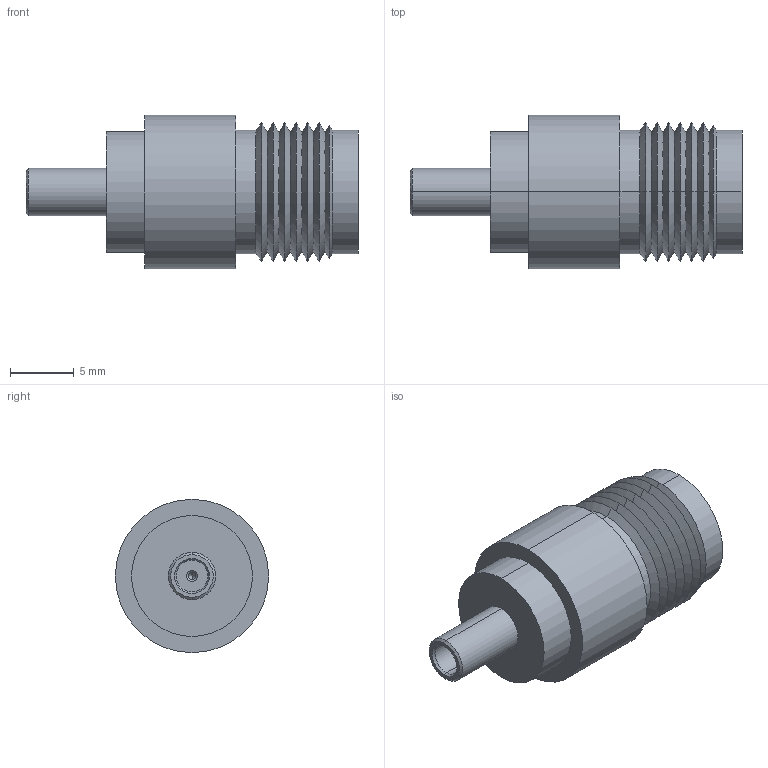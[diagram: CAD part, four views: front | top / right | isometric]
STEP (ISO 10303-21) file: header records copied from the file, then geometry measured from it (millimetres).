
FILE_DESCRIPTION (( 'STEP AP214' ), '1' );
FILE_NAME ('ARTJ-1100.STEP', '2010-03-12T22:09:23', ( ' ' ), ( ' ' ), 'SwSTEP 2.0', 'SolidWorks 2008', '' );
FILE_SCHEMA (( 'AUTOMOTIVE_DESIGN' ));
Length unit declared in the file: millimetre
Products named in the file (1): ARTJ-1100
Bounding box: 26 x 12 x 12 mm (x, y, z)
Volume: 1397.9 mm3; surface area: 1730.2 mm2
Topology: 1 solids, 1 shells, 76 faces, 152 edges, 85 vertices
Faces by surface type: cone 44, cylinder 22, plane 10
Entity records: 2126 total; most frequent: DIRECTION 388, CARTESIAN_POINT 312, ORIENTED_EDGE 300, AXIS2_PLACEMENT_3D 161, EDGE_CURVE 150, EDGE_LOOP 85, VERTEX_POINT 85, CIRCLE 84
